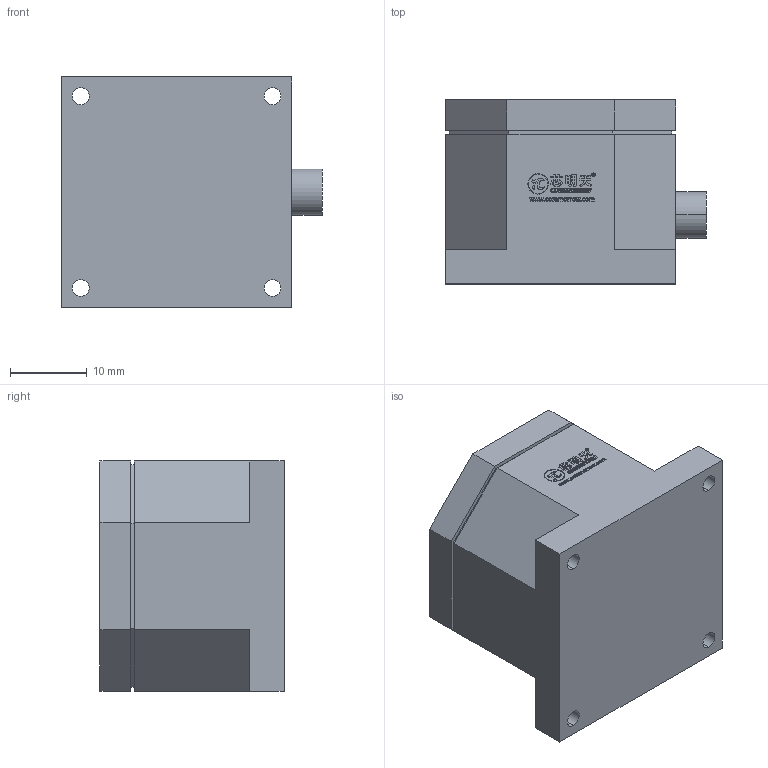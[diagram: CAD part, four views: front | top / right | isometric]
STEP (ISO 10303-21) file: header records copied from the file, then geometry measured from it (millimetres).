
FILE_DESCRIPTION (( 'STEP AP203' ), '1' );
FILE_NAME ('P63.Z7-B1俋倛芞.STEP', '2019-11-29T02:12:46', ( '' ), ( '' ), 'SwSTEP 2.0', 'SolidWorks 2016', '' );
FILE_SCHEMA (( 'CONFIG_CONTROL_DESIGN' ));
Length unit declared in the file: millimetre
Products named in the file (1): P63.Z7-B1俋倛芞
Bounding box: 34 x 24 x 30.02 mm (x, y, z)
Volume: 19031.1 mm3; surface area: 4779.9 mm2
Topology: 1 solids, 1 shells, 714 faces, 1931 edges, 1274 vertices
Faces by surface type: plane 386, bspline 282, cylinder 30, cone 16
Entity records: 28820 total; most frequent: CARTESIAN_POINT 12730, ORIENTED_EDGE 3830, DIRECTION 2277, EDGE_CURVE 1915, LINE 1291, VECTOR 1291, VERTEX_POINT 1274, EDGE_LOOP 793
